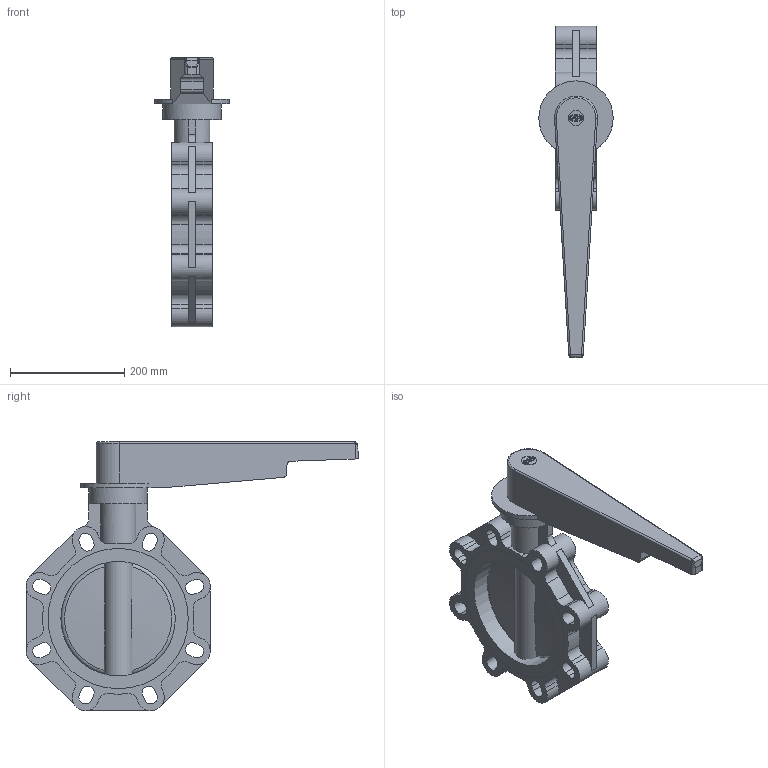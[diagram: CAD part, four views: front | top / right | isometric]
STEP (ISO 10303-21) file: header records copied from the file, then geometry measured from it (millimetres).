
FILE_DESCRIPTION(/* description */ (''),/* implementation_level */ '2;1');
FILE_NAME(/* name */ 'FEOVLM225E.iam.stp',/* time_stamp */ '2013-10-01T10:17:25+02:00',/* author */ ('bfaro'),/* organization */ (''),/* preprocessor_version */ 'ST-DEVELOPER v15.2',/* originating_system */ 'Autodesk Inventor 2014',/* authorisation */ '');
FILE_SCHEMA (('AUTOMOTIVE_DESIGN { 1 0 10303 214 3 1 1 }'));
Length unit declared in the file: millimetre
Products named in the file (5): cassa FE 225; Maniglia 225; Disco FE-FK 225; Piastrina 40; FEOVLM225E
Bounding box: 129.99 x 580.01 x 470.72 mm (x, y, z)
Volume: 5289661.4 mm3; surface area: 519165.8 mm2
Topology: 4 solids, 4 shells, 291 faces, 802 edges, 528 vertices
Faces by surface type: plane 166, cylinder 112, bspline 6, cone 4, torus 3
Full cylindrical faces by diameter (mm): 26.1 x1, 50 x1, 102 x1, 200 x1, 245 x2
Entity records: 10421 total; most frequent: CARTESIAN_POINT 2658, DIRECTION 1639, ORIENTED_EDGE 1590, EDGE_CURVE 795, AXIS2_PLACEMENT_3D 574, VERTEX_POINT 527, LINE 491, VECTOR 491
